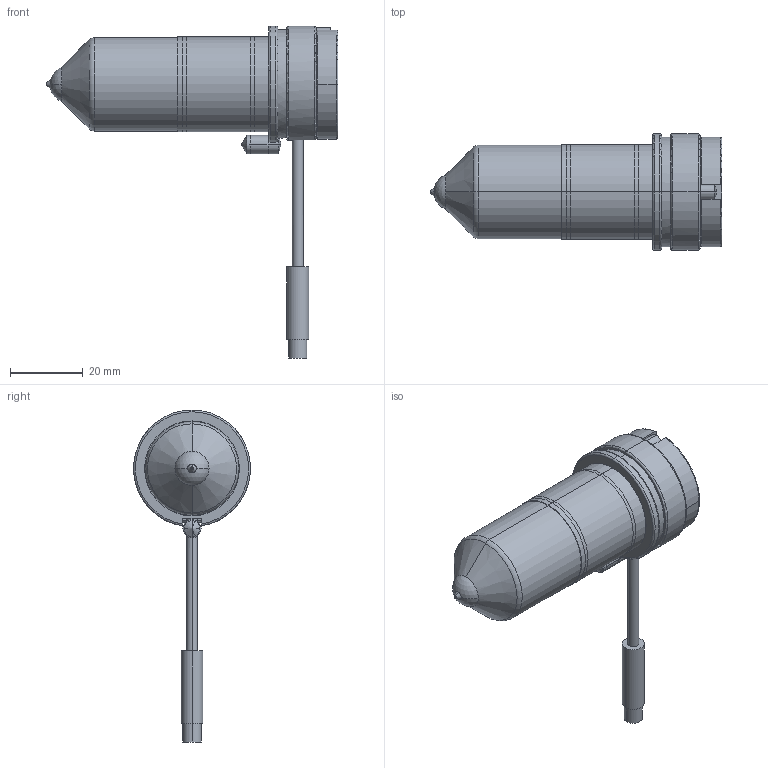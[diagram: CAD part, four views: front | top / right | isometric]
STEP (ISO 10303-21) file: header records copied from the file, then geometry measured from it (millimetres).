
FILE_DESCRIPTION (( 'STEP AP214' ), '1' );
FILE_NAME ('26x061 - dysza - 26061-00.STEP', '2017-05-29T07:55:31', ( '' ), ( '' ), 'SwSTEP 2.0', 'SolidWorks 2016', '' );
FILE_SCHEMA (( 'AUTOMOTIVE_DESIGN' ));
Length unit declared in the file: millimetre
Products named in the file (3): 26x061 - komora_Standard; 26x061 - korpus - 26061-02; 26x061 - dysza - 26061-00
Assembly tree (2 placements, depth 2):
  26x061 - dysza - 26061-00
    26x061 - komora_Standard
    26x061 - korpus - 26061-02
Bounding box: 80 x 31.96 x 91 mm (x, y, z)
Volume: 57111.7 mm3; surface area: 24750.8 mm2
Topology: 5 solids, 8 shells, 292 faces, 698 edges, 412 vertices
Faces by surface type: cylinder 101, torus 64, cone 60, plane 42, bspline 13, sphere 12
Entity records: 13878 total; most frequent: CARTESIAN_POINT 6994, DIRECTION 1511, ORIENTED_EDGE 1384, EDGE_CURVE 692, AXIS2_PLACEMENT_3D 649, VERTEX_POINT 412, CIRCLE 365, EDGE_LOOP 306
